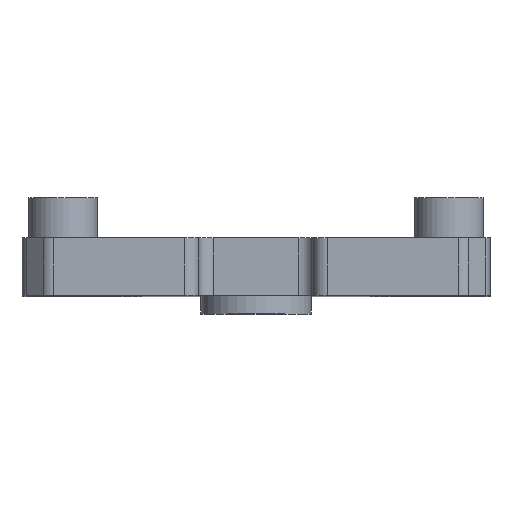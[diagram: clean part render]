
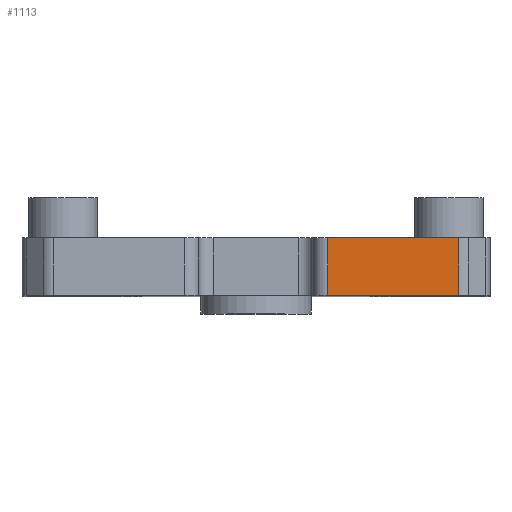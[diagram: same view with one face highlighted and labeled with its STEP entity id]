
A CAD part, top view. The second image highlights one B-rep face of the part: STEP entity #1113.
In plain terms, the highlighted planar face has unit normal (0, 0, 1).
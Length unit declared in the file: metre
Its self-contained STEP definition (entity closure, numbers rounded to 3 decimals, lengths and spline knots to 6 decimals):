
#214=ORIENTED_EDGE('',*,*,#425,.F.);
#215=ORIENTED_EDGE('',*,*,#509,.T.);
#216=ORIENTED_EDGE('',*,*,#510,.T.);
#217=ORIENTED_EDGE('',*,*,#511,.T.);
#425=EDGE_CURVE('',#579,#580,#689,.T.);
#509=EDGE_CURVE('',#579,#650,#749,.F.);
#510=EDGE_CURVE('',#650,#651,#750,.T.);
#511=EDGE_CURVE('',#651,#580,#751,.T.);
#579=VERTEX_POINT('',#1683);
#580=VERTEX_POINT('',#1685);
#650=VERTEX_POINT('',#1854);
#651=VERTEX_POINT('',#1856);
#689=LINE('',#1684,#775);
#749=LINE('',#1853,#835);
#750=LINE('',#1855,#836);
#751=LINE('',#1857,#837);
#775=VECTOR('',#1324,1.);
#835=VECTOR('',#1462,1.);
#836=VECTOR('',#1463,1.);
#837=VECTOR('',#1464,1.);
#881=EDGE_LOOP('',(#214,#215,#216,#217));
#983=FACE_BOUND('',#881,.T.);
#1078=PLANE('',#1220);
#1113=ADVANCED_FACE('',(#983),#1078,.T.);
#1220=AXIS2_PLACEMENT_3D('',#1852,#1460,#1461);
#1324=DIRECTION('',(1.,0.,0.));
#1460=DIRECTION('',(0.,0.,1.));
#1461=DIRECTION('',(1.,0.,0.));
#1462=DIRECTION('',(0.,1.,0.));
#1463=DIRECTION('',(1.,0.,0.));
#1464=DIRECTION('',(0.,1.,0.));
#1683=CARTESIAN_POINT('',(0.005,0.,0.02885));
#1684=CARTESIAN_POINT('',(0.009292,0.,0.02885));
#1685=CARTESIAN_POINT('',(0.01417,0.,0.02885));
#1852=CARTESIAN_POINT('',(0.009292,-0.004,0.02885));
#1853=CARTESIAN_POINT('',(0.005,-0.004,0.02885));
#1854=CARTESIAN_POINT('',(0.005,-0.004,0.02885));
#1855=CARTESIAN_POINT('',(0.009292,-0.004,0.02885));
#1856=CARTESIAN_POINT('',(0.01417,-0.004,0.02885));
#1857=CARTESIAN_POINT('',(0.01417,-0.004,0.02885));
